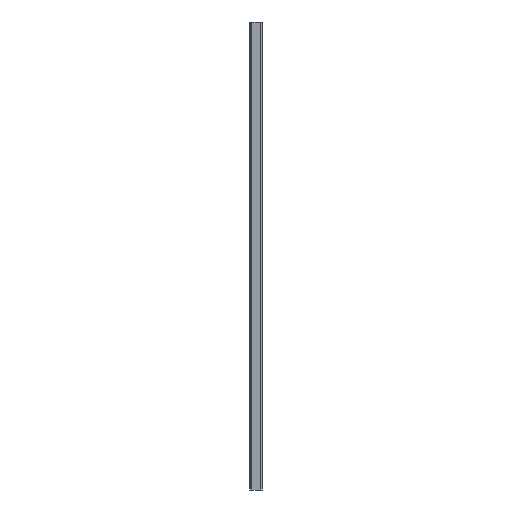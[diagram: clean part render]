
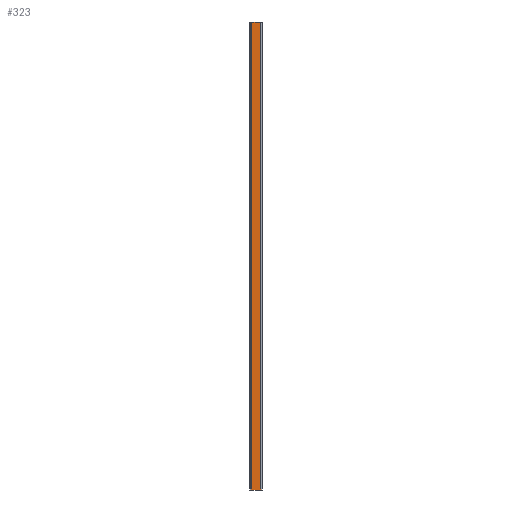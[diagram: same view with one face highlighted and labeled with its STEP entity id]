
A CAD part, left-side view. The second image highlights one B-rep face of the part: STEP entity #323.
In plain terms, the highlighted planar face has unit normal (-1, 0, 0).
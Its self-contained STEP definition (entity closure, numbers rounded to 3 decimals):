
#229 = EDGE_CURVE ( 'NONE', #3585, #4539, #619, .T. ) ;
#232 = CARTESIAN_POINT ( 'NONE',  ( 25.25, 75., 2995. ) ) ;
#294 = ORIENTED_EDGE ( 'NONE', *, *, #229, .T. ) ;
#323 = ADVANCED_FACE ( 'NONE', ( #4295 ), #1875, .F. ) ;
#379 = ORIENTED_EDGE ( 'NONE', *, *, #5039, .F. ) ;
#619 = LINE ( 'NONE', #2221, #4775 ) ;
#661 = DIRECTION ( 'NONE',  ( 0., 0., -1. ) ) ;
#794 = LINE ( 'NONE', #4717, #2672 ) ;
#1001 = CARTESIAN_POINT ( 'NONE',  ( 25.25, 11.13, 2995. ) ) ;
#1079 = LINE ( 'NONE', #1001, #3842 ) ;
#1087 = DIRECTION ( 'NONE',  ( 0., 1., 0. ) ) ;
#1411 = VECTOR ( 'NONE', #3997, 1000. ) ;
#1684 = EDGE_CURVE ( 'NONE', #4615, #4539, #1079, .T. ) ;
#1875 = PLANE ( 'NONE',  #2233 ) ;
#2121 = DIRECTION ( 'NONE',  ( 0., -1., 0. ) ) ;
#2172 = CARTESIAN_POINT ( 'NONE',  ( 25.25, 11.13, 2995. ) ) ;
#2221 = CARTESIAN_POINT ( 'NONE',  ( 25.25, 11.13, 0. ) ) ;
#2233 = AXIS2_PLACEMENT_3D ( 'NONE', #3936, #4671, #1087 ) ;
#2672 = VECTOR ( 'NONE', #5116, 1000. ) ;
#3045 = VERTEX_POINT ( 'NONE', #232 ) ;
#3194 = EDGE_CURVE ( 'NONE', #3045, #3585, #4733, .T. ) ;
#3249 = CARTESIAN_POINT ( 'NONE',  ( 25.25, 11.13, 0. ) ) ;
#3585 = VERTEX_POINT ( 'NONE', #4481 ) ;
#3684 = ORIENTED_EDGE ( 'NONE', *, *, #3194, .T. ) ;
#3842 = VECTOR ( 'NONE', #661, 1000. ) ;
#3936 = CARTESIAN_POINT ( 'NONE',  ( 25.25, 11.13, 2995. ) ) ;
#3968 = CARTESIAN_POINT ( 'NONE',  ( 25.25, 75., 2995. ) ) ;
#3997 = DIRECTION ( 'NONE',  ( 0., 0., -1. ) ) ;
#4295 = FACE_OUTER_BOUND ( 'NONE', #5050, .T. ) ;
#4307 = ORIENTED_EDGE ( 'NONE', *, *, #1684, .F. ) ;
#4481 = CARTESIAN_POINT ( 'NONE',  ( 25.25, 75., 0. ) ) ;
#4539 = VERTEX_POINT ( 'NONE', #3249 ) ;
#4615 = VERTEX_POINT ( 'NONE', #2172 ) ;
#4671 = DIRECTION ( 'NONE',  ( 1., 0., 0. ) ) ;
#4717 = CARTESIAN_POINT ( 'NONE',  ( 25.25, 11.13, 2995. ) ) ;
#4733 = LINE ( 'NONE', #3968, #1411 ) ;
#4775 = VECTOR ( 'NONE', #2121, 1000. ) ;
#5039 = EDGE_CURVE ( 'NONE', #3045, #4615, #794, .T. ) ;
#5050 = EDGE_LOOP ( 'NONE', ( #294, #4307, #379, #3684 ) ) ;
#5116 = DIRECTION ( 'NONE',  ( 0., -1., 0. ) ) ;
